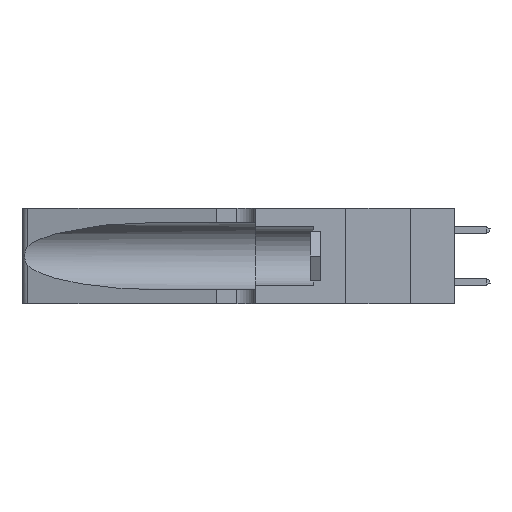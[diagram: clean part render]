
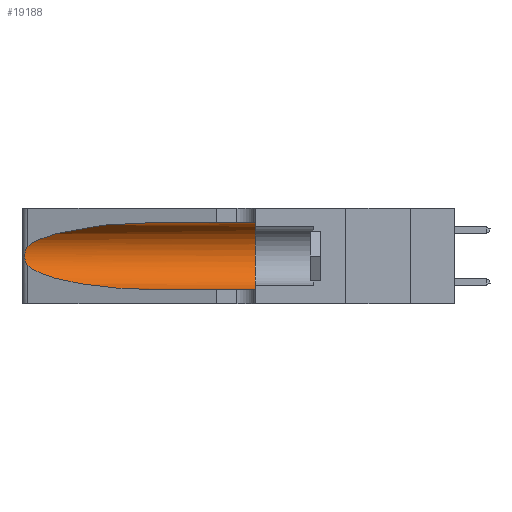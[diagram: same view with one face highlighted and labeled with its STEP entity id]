
A CAD part, left-side view. The second image highlights one B-rep face of the part: STEP entity #19188.
In plain terms, the highlighted cylindrical face has radius 3.308 mm (diameter 6.617 mm), a partial arc.
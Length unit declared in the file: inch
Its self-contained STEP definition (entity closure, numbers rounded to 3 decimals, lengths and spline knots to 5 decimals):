
#466 = CARTESIAN_POINT ( 'NONE',  ( 0.25487, 1.22718, 0.22369 ) ) ;
#683 = EDGE_CURVE ( 'NONE', #23040, #4802, #6902, .T. ) ;
#1084 = CARTESIAN_POINT ( 'NONE',  ( 0.25555, 1.22993, 0.14849 ) ) ;
#1166 = EDGE_CURVE ( 'NONE', #4802, #4706, #12171, .T. ) ;
#1189 = VECTOR ( 'NONE', #13467, 39.37008 ) ;
#1285 = VECTOR ( 'NONE', #6069, 39.37008 ) ;
#2123 = ORIENTED_EDGE ( 'NONE', *, *, #2144, .T. ) ;
#2144 = EDGE_CURVE ( 'NONE', #23533, #4706, #10115, .T. ) ;
#2475 = ORIENTED_EDGE ( 'NONE', *, *, #12105, .T. ) ;
#2769 = DIRECTION ( 'NONE',  ( 0., -1., 0. ) ) ;
#3124 = CARTESIAN_POINT ( 'NONE',  ( 0.25854, 1.2359, 0.20912 ) ) ;
#3254 = EDGE_CURVE ( 'NONE', #23040, #21055, #17438, .T. ) ;
#3388 = CARTESIAN_POINT ( 'NONE',  ( 0.25639, 1.23184, 0.21858 ) ) ;
#4314 = B_SPLINE_CURVE_WITH_KNOTS ( 'NONE', 3,
 ( #13870, #24360, #3388, #9664, #3124, #24452, #5222, #11805, #20357, #20065, #26503, #13778, #1084, #15904 ),
 .UNSPECIFIED., .F., .F.,
 ( 4, 2, 2, 2, 2, 2, 4 ),
 ( 0., 0.00027, 0.00053, 0.00107, 0.0016, 0.00187, 0.00214 ),
 .UNSPECIFIED. ) ;
#4706 = VERTEX_POINT ( 'NONE', #21005 ) ;
#4736 = CARTESIAN_POINT ( 'NONE',  ( 0.1305, 0.72297, 0.05475 ) ) ;
#4802 = VERTEX_POINT ( 'NONE', #9001 ) ;
#5049 = ORIENTED_EDGE ( 'NONE', *, *, #1166, .F. ) ;
#5222 = CARTESIAN_POINT ( 'NONE',  ( 0.26075, 1.23896, 0.19203 ) ) ;
#6069 = DIRECTION ( 'NONE',  ( 0., -1., 0. ) ) ;
#6645 = EDGE_LOOP ( 'NONE', ( #24922, #24359, #2475, #2123, #5049, #14250 ) ) ;
#6902 = LINE ( 'NONE', #27425, #1285 ) ;
#7561 =( BOUNDED_CURVE ( )  B_SPLINE_CURVE ( 3, ( #18327, #19129, #8540, #4736 ),
 .UNSPECIFIED., .F., .F. ) 
 B_SPLINE_CURVE_WITH_KNOTS ( ( 4, 4 ),
 ( 3.44316, 4.71239 ),
 .UNSPECIFIED. ) 
 CURVE ( )  GEOMETRIC_REPRESENTATION_ITEM ( )  RATIONAL_B_SPLINE_CURVE ( ( 1., 0.87, 0.87, 1. ) ) 
 REPRESENTATION_ITEM ( '' )  );
#8540 = CARTESIAN_POINT ( 'NONE',  ( 0.18966, 0.96281, 0.05475 ) ) ;
#8651 = CARTESIAN_POINT ( 'NONE',  ( 0.25487, 1.22718, 0.22369 ) ) ;
#9001 = CARTESIAN_POINT ( 'NONE',  ( 0.1305, 0.35, 0.31525 ) ) ;
#9664 = CARTESIAN_POINT ( 'NONE',  ( 0.25787, 1.23484, 0.2124 ) ) ;
#10115 = LINE ( 'NONE', #24135, #1189 ) ;
#11752 = CARTESIAN_POINT ( 'NONE',  ( 0.25487, 1.22718, 0.14631 ) ) ;
#11805 = CARTESIAN_POINT ( 'NONE',  ( 0.26075, 1.23896, 0.178 ) ) ;
#12105 = EDGE_CURVE ( 'NONE', #24202, #23533, #7561, .T. ) ;
#12171 = CIRCLE ( 'NONE', #25200, 0.13025 ) ;
#12715 = CARTESIAN_POINT ( 'NONE',  ( 0.1305, 0.72297, 0.31525 ) ) ;
#13467 = DIRECTION ( 'NONE',  ( 0., -1., 0. ) ) ;
#13778 = CARTESIAN_POINT ( 'NONE',  ( 0.25639, 1.23186, 0.15144 ) ) ;
#13870 = CARTESIAN_POINT ( 'NONE',  ( 0.25487, 1.22718, 0.22369 ) ) ;
#14250 = ORIENTED_EDGE ( 'NONE', *, *, #683, .F. ) ;
#15904 = CARTESIAN_POINT ( 'NONE',  ( 0.25487, 1.22718, 0.14631 ) ) ;
#17438 =( BOUNDED_CURVE ( )  B_SPLINE_CURVE ( 3, ( #23816, #23630, #21569, #8651 ),
 .UNSPECIFIED., .F., .F. ) 
 B_SPLINE_CURVE_WITH_KNOTS ( ( 4, 4 ),
 ( 1.5708, 2.84003 ),
 .UNSPECIFIED. ) 
 CURVE ( )  GEOMETRIC_REPRESENTATION_ITEM ( )  RATIONAL_B_SPLINE_CURVE ( ( 1., 0.87, 0.87, 1. ) ) 
 REPRESENTATION_ITEM ( '' )  );
#17690 = DIRECTION ( 'NONE',  ( 0., 0., -1. ) ) ;
#18327 = CARTESIAN_POINT ( 'NONE',  ( 0.25487, 1.22718, 0.14631 ) ) ;
#19129 = CARTESIAN_POINT ( 'NONE',  ( 0.2373, 1.15595, 0.08982 ) ) ;
#19188 = ADVANCED_FACE ( 'NONE', ( #22159 ), #24166, .F. ) ;
#20065 = CARTESIAN_POINT ( 'NONE',  ( 0.25856, 1.23593, 0.16098 ) ) ;
#20357 = CARTESIAN_POINT ( 'NONE',  ( 0.26017, 1.23833, 0.17102 ) ) ;
#20595 = EDGE_CURVE ( 'NONE', #21055, #24202, #4314, .T. ) ;
#21005 = CARTESIAN_POINT ( 'NONE',  ( 0.1305, 0.35, 0.05475 ) ) ;
#21055 = VERTEX_POINT ( 'NONE', #466 ) ;
#21368 = DIRECTION ( 'NONE',  ( 0., 1., 0. ) ) ;
#21569 = CARTESIAN_POINT ( 'NONE',  ( 0.2373, 1.15595, 0.28018 ) ) ;
#21659 = CARTESIAN_POINT ( 'NONE',  ( 0.1305, 1.61858, 0.185 ) ) ;
#22159 = FACE_OUTER_BOUND ( 'NONE', #6645, .T. ) ;
#22899 = CARTESIAN_POINT ( 'NONE',  ( 0.1305, 0.72297, 0.05475 ) ) ;
#23040 = VERTEX_POINT ( 'NONE', #12715 ) ;
#23533 = VERTEX_POINT ( 'NONE', #22899 ) ;
#23630 = CARTESIAN_POINT ( 'NONE',  ( 0.18966, 0.96281, 0.31525 ) ) ;
#23816 = CARTESIAN_POINT ( 'NONE',  ( 0.1305, 0.72297, 0.31525 ) ) ;
#24135 = CARTESIAN_POINT ( 'NONE',  ( 0.1305, 1.61858, 0.05475 ) ) ;
#24166 = CYLINDRICAL_SURFACE ( 'NONE', #24742, 0.13025 ) ;
#24202 = VERTEX_POINT ( 'NONE', #11752 ) ;
#24359 = ORIENTED_EDGE ( 'NONE', *, *, #20595, .T. ) ;
#24360 = CARTESIAN_POINT ( 'NONE',  ( 0.25555, 1.22994, 0.2215 ) ) ;
#24452 = CARTESIAN_POINT ( 'NONE',  ( 0.26018, 1.23835, 0.19895 ) ) ;
#24742 = AXIS2_PLACEMENT_3D ( 'NONE', #21659, #2769, #17690 ) ;
#24922 = ORIENTED_EDGE ( 'NONE', *, *, #3254, .T. ) ;
#25200 = AXIS2_PLACEMENT_3D ( 'NONE', #25468, #21368, #26028 ) ;
#25468 = CARTESIAN_POINT ( 'NONE',  ( 0.1305, 0.35, 0.185 ) ) ;
#26028 = DIRECTION ( 'NONE',  ( 0., 0., 1. ) ) ;
#26503 = CARTESIAN_POINT ( 'NONE',  ( 0.25789, 1.23486, 0.15765 ) ) ;
#27425 = CARTESIAN_POINT ( 'NONE',  ( 0.1305, 1.61858, 0.31525 ) ) ;
